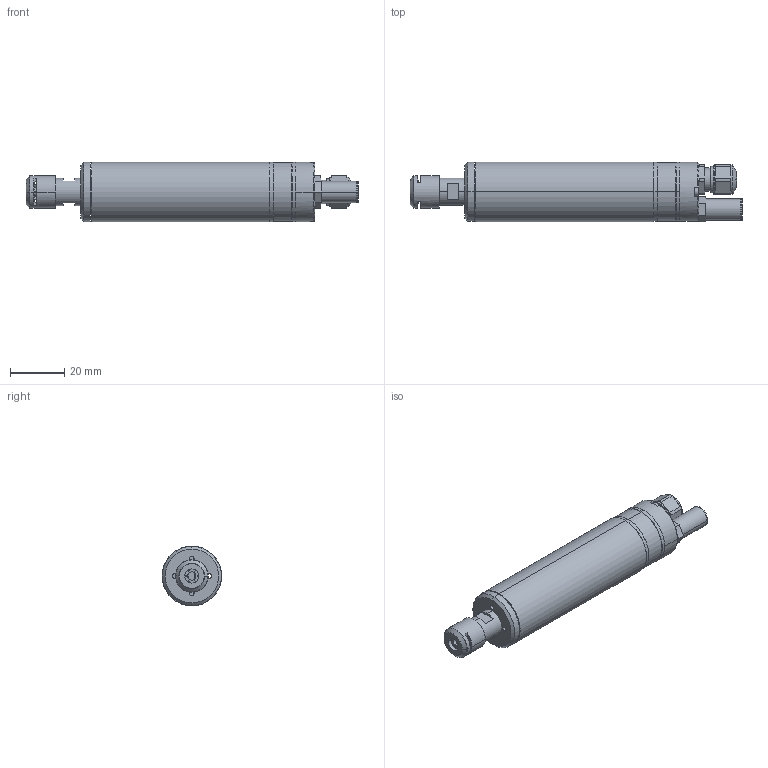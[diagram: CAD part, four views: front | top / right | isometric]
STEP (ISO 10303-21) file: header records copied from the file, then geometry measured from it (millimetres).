
FILE_DESCRIPTION (( 'STEP AP203' ), '1' );
FILE_NAME ('022S100-01A.STEP', '2012-04-24T12:26:15', ( 'FM10CAD1' ), ( 'IBAG Switzerland AG' ), 'SwSTEP 2.0', 'SolidWorks 2010', '' );
FILE_SCHEMA (( 'CONFIG_CONTROL_DESIGN' ));
Length unit declared in the file: millimetre
Products named in the file (1): 022S100-01A
Bounding box: 122.48 x 22.12 x 22 mm (x, y, z)
Surface area: 11133.9 mm2 (no closed solid volume)
Topology: 0 solids, 15 shells, 212 faces, 675 edges, 469 vertices
Faces by surface type: plane 96, cylinder 73, cone 29, torus 14
Entity records: 7656 total; most frequent: CARTESIAN_POINT 1493, DIRECTION 1381, ORIENTED_EDGE 1098, EDGE_CURVE 671, AXIS2_PLACEMENT_3D 529, VERTEX_POINT 469, VECTOR 323, LINE 323
